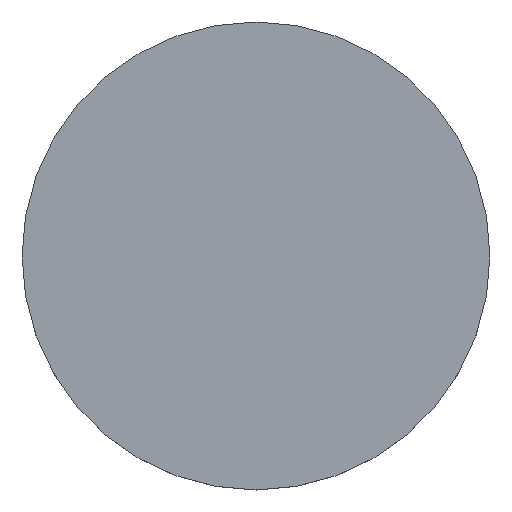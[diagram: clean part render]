
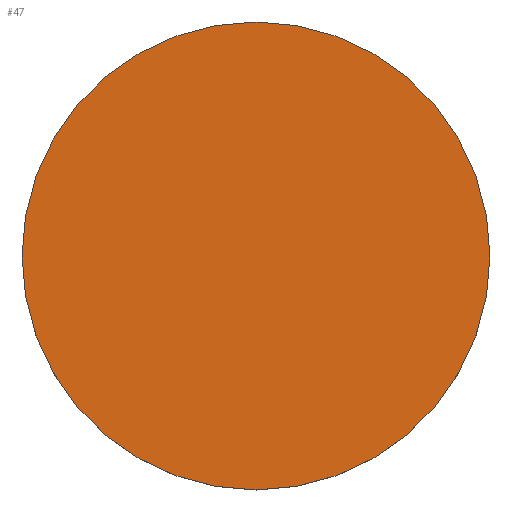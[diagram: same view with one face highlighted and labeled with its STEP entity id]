
A CAD part, top view. The second image highlights one B-rep face of the part: STEP entity #47.
In plain terms, the highlighted planar face has unit normal (0, 0, 1).
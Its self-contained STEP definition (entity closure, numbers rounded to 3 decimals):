
#10 = AXIS2_PLACEMENT_3D ( 'NONE', #96, #225, #43 ) ;
#32 = CARTESIAN_POINT ( 'NONE',  ( 0., 0., 11.7 ) ) ;
#33 = DIRECTION ( 'NONE',  ( 1., 0., 0. ) ) ;
#40 = CIRCLE ( 'NONE', #94, 38.1 ) ;
#43 = DIRECTION ( 'NONE',  ( 1., 0., 0. ) ) ;
#47 = ADVANCED_FACE ( 'NONE', ( #62 ), #132, .T. ) ;
#62 = FACE_OUTER_BOUND ( 'NONE', #105, .T. ) ;
#74 = ORIENTED_EDGE ( 'NONE', *, *, #202, .F. ) ;
#79 = CARTESIAN_POINT ( 'NONE',  ( -38.1, 0., 11.7 ) ) ;
#91 = ORIENTED_EDGE ( 'NONE', *, *, #219, .F. ) ;
#94 = AXIS2_PLACEMENT_3D ( 'NONE', #218, #106, #185 ) ;
#96 = CARTESIAN_POINT ( 'NONE',  ( 0., 77.928, 11.7 ) ) ;
#105 = EDGE_LOOP ( 'NONE', ( #74, #91 ) ) ;
#106 = DIRECTION ( 'NONE',  ( 0., 0., -1. ) ) ;
#132 = PLANE ( 'NONE',  #10 ) ;
#146 = AXIS2_PLACEMENT_3D ( 'NONE', #32, #157, #33 ) ;
#157 = DIRECTION ( 'NONE',  ( 0., 0., -1. ) ) ;
#159 = CARTESIAN_POINT ( 'NONE',  ( 38.1, 0., 11.7 ) ) ;
#185 = DIRECTION ( 'NONE',  ( 1., 0., 0. ) ) ;
#202 = EDGE_CURVE ( 'NONE', #209, #229, #206, .T. ) ;
#206 = CIRCLE ( 'NONE', #146, 38.1 ) ;
#209 = VERTEX_POINT ( 'NONE', #159 ) ;
#218 = CARTESIAN_POINT ( 'NONE',  ( 0., 0., 11.7 ) ) ;
#219 = EDGE_CURVE ( 'NONE', #229, #209, #40, .T. ) ;
#225 = DIRECTION ( 'NONE',  ( 0., 0., 1. ) ) ;
#229 = VERTEX_POINT ( 'NONE', #79 ) ;
